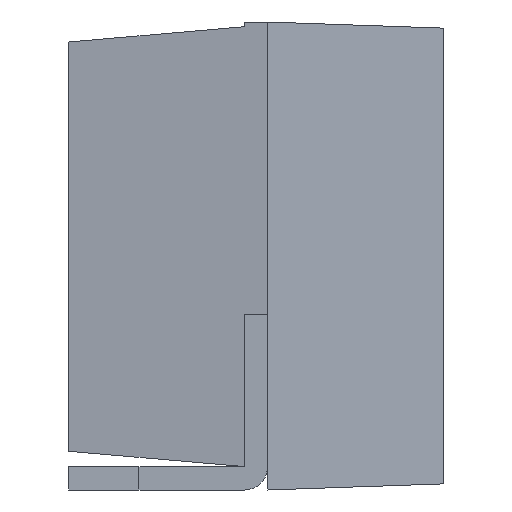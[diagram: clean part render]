
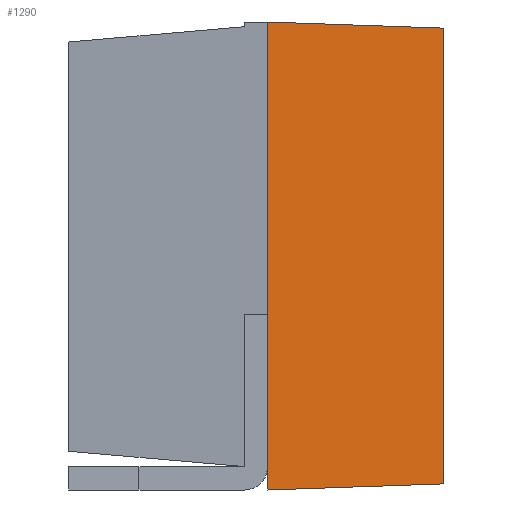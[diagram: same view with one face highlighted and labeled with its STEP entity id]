
A CAD part, left-side view. The second image highlights one B-rep face of the part: STEP entity #1290.
In plain terms, the highlighted planar face has unit normal (-0.996, -0.087, 0).
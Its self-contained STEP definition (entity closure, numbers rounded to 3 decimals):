
#60=FACE_OUTER_BOUND('',#136,.T.);
#136=EDGE_LOOP('',(#944,#945,#946,#947,#948));
#202=LINE('',#1817,#375);
#215=LINE('',#1843,#388);
#227=LINE('',#1866,#400);
#246=LINE('',#1904,#419);
#247=LINE('',#1906,#420);
#375=VECTOR('',#1468,10.);
#388=VECTOR('',#1493,10.);
#400=VECTOR('',#1507,10.);
#419=VECTOR('',#1548,10.);
#420=VECTOR('',#1551,10.);
#546=VERTEX_POINT('',#1815);
#547=VERTEX_POINT('',#1816);
#553=VERTEX_POINT('',#1840);
#554=VERTEX_POINT('',#1842);
#563=VERTEX_POINT('',#1862);
#667=EDGE_CURVE('',#546,#547,#202,.T.);
#680=EDGE_CURVE('',#554,#553,#215,.F.);
#692=EDGE_CURVE('',#554,#563,#227,.F.);
#711=EDGE_CURVE('',#563,#546,#246,.T.);
#712=EDGE_CURVE('',#553,#547,#247,.T.);
#944=ORIENTED_EDGE('',*,*,#711,.F.);
#945=ORIENTED_EDGE('',*,*,#692,.F.);
#946=ORIENTED_EDGE('',*,*,#680,.T.);
#947=ORIENTED_EDGE('',*,*,#712,.T.);
#948=ORIENTED_EDGE('',*,*,#667,.F.);
#1219=PLANE('',#1384);
#1290=ADVANCED_FACE('',(#60),#1219,.T.);
#1384=AXIS2_PLACEMENT_3D('',#1905,#1549,#1550);
#1468=DIRECTION('',(0.,0.,1.));
#1493=DIRECTION('',(0.,0.,-1.));
#1507=DIRECTION('',(0.087,-0.996,0.035));
#1548=DIRECTION('',(0.,0.,1.));
#1549=DIRECTION('center_axis',(-0.996,-0.087,0.));
#1550=DIRECTION('ref_axis',(0.,0.,1.));
#1551=DIRECTION('',(-0.087,0.996,0.035));
#1815=CARTESIAN_POINT('',(-2.,0.75,-0.25));
#1816=CARTESIAN_POINT('',(-2.,0.75,1.));
#1817=CARTESIAN_POINT('',(-2.,0.75,-0.5));
#1840=CARTESIAN_POINT('',(-1.934,0.,0.974));
#1842=CARTESIAN_POINT('',(-1.934,0.,-0.974));
#1843=CARTESIAN_POINT('',(-1.934,0.,-0.5));
#1862=CARTESIAN_POINT('',(-2.,0.75,-1.));
#1866=CARTESIAN_POINT('',(-1.92,-0.168,-0.968));
#1904=CARTESIAN_POINT('',(-2.,0.75,-0.5));
#1905=CARTESIAN_POINT('Origin',(-1.935,0.003,-1.));
#1906=CARTESIAN_POINT('',(-1.932,-0.03,0.973));
